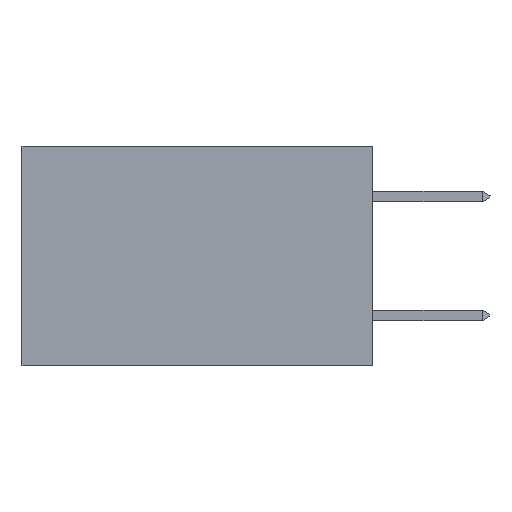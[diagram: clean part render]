
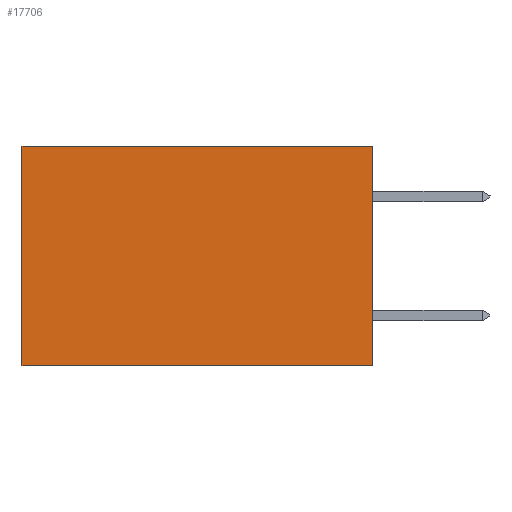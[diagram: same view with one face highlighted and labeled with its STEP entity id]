
A CAD part, left-side view. The second image highlights one B-rep face of the part: STEP entity #17706.
In plain terms, the highlighted planar face has unit normal (-1, 0, 0).
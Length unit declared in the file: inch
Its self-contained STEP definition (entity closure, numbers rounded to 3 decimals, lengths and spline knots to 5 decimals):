
#1184 = DIRECTION ( 'NONE',  ( 0., 0., -1. ) ) ;
#3083 = LINE ( 'NONE', #5717, #14282 ) ;
#3517 = DIRECTION ( 'NONE',  ( 0., 0., -1. ) ) ;
#3536 = ORIENTED_EDGE ( 'NONE', *, *, #5856, .F. ) ;
#5717 = CARTESIAN_POINT ( 'NONE',  ( 0.277, 0., 0. ) ) ;
#5763 = CARTESIAN_POINT ( 'NONE',  ( 0.277, 0.59, -0.37 ) ) ;
#5856 = EDGE_CURVE ( 'NONE', #6448, #6475, #23669, .T. ) ;
#5947 = ORIENTED_EDGE ( 'NONE', *, *, #17775, .F. ) ;
#6448 = VERTEX_POINT ( 'NONE', #25844 ) ;
#6475 = VERTEX_POINT ( 'NONE', #26733 ) ;
#7012 = VERTEX_POINT ( 'NONE', #20680 ) ;
#7028 = CARTESIAN_POINT ( 'NONE',  ( 0.277, 0., -0.37 ) ) ;
#7886 = DIRECTION ( 'NONE',  ( 0., 1., 0. ) ) ;
#9074 = CARTESIAN_POINT ( 'NONE',  ( 0.277, 0.59, 0. ) ) ;
#9538 = VECTOR ( 'NONE', #3517, 39.37008 ) ;
#10117 = PLANE ( 'NONE',  #20416 ) ;
#10767 = VERTEX_POINT ( 'NONE', #9074 ) ;
#11795 = EDGE_CURVE ( 'NONE', #10767, #6475, #15483, .T. ) ;
#14275 = EDGE_CURVE ( 'NONE', #7012, #10767, #3083, .T. ) ;
#14282 = VECTOR ( 'NONE', #23524, 39.37008 ) ;
#14603 = DIRECTION ( 'NONE',  ( 1., 0., 0. ) ) ;
#15483 = LINE ( 'NONE', #5763, #9538 ) ;
#16559 = VECTOR ( 'NONE', #25804, 39.37008 ) ;
#17706 = ADVANCED_FACE ( 'NONE', ( #23808 ), #10117, .F. ) ;
#17775 = EDGE_CURVE ( 'NONE', #7012, #6448, #28260, .T. ) ;
#18312 = EDGE_LOOP ( 'NONE', ( #19617, #3536, #5947, #27692 ) ) ;
#19617 = ORIENTED_EDGE ( 'NONE', *, *, #11795, .T. ) ;
#20416 = AXIS2_PLACEMENT_3D ( 'NONE', #27822, #14603, #1184 ) ;
#20680 = CARTESIAN_POINT ( 'NONE',  ( 0.277, 0., 0. ) ) ;
#22991 = VECTOR ( 'NONE', #7886, 39.37008 ) ;
#23524 = DIRECTION ( 'NONE',  ( 0., 1., 0. ) ) ;
#23602 = CARTESIAN_POINT ( 'NONE',  ( 0.277, 0., -0.37 ) ) ;
#23669 = LINE ( 'NONE', #7028, #22991 ) ;
#23808 = FACE_OUTER_BOUND ( 'NONE', #18312, .T. ) ;
#25804 = DIRECTION ( 'NONE',  ( 0., 0., -1. ) ) ;
#25844 = CARTESIAN_POINT ( 'NONE',  ( 0.277, 0., -0.37 ) ) ;
#26733 = CARTESIAN_POINT ( 'NONE',  ( 0.277, 0.59, -0.37 ) ) ;
#27692 = ORIENTED_EDGE ( 'NONE', *, *, #14275, .T. ) ;
#27822 = CARTESIAN_POINT ( 'NONE',  ( 0.277, 0., -0.37 ) ) ;
#28260 = LINE ( 'NONE', #23602, #16559 ) ;
